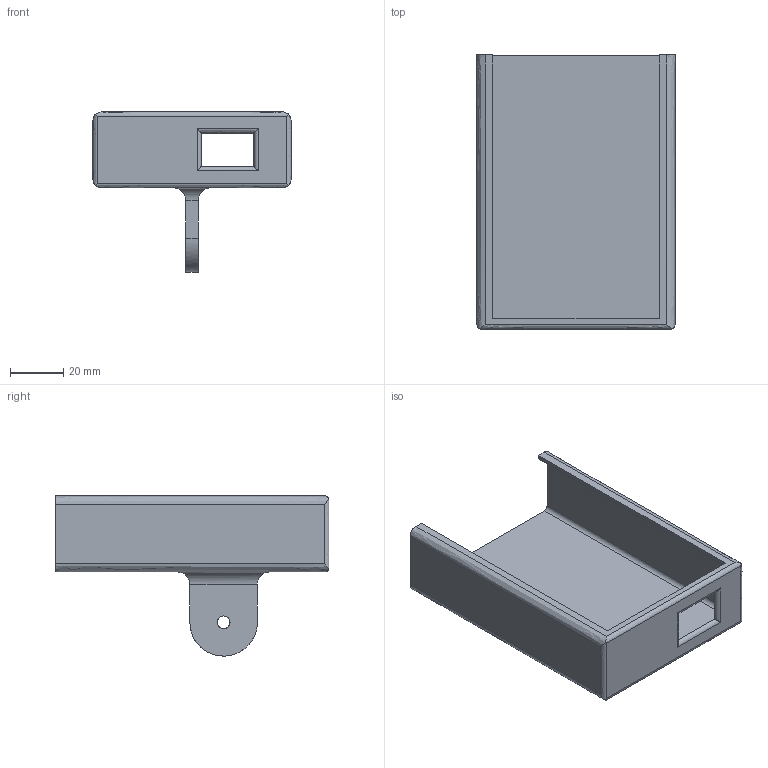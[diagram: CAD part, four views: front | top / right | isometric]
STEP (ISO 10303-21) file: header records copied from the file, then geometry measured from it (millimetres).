
FILE_DESCRIPTION ((), '1');
FILE_NAME ('RF Explorer mount v2.stp', '2022-01-20T07:50:09', ('Unknown'), ('Unknown'), 'HarmonyWare STEP v2.1.7', 'Vectorworks', '');
FILE_SCHEMA (('CONFIG_CONTROL_DESIGN'));
Length unit declared in the file: millimetre
Bounding box: 74.61 x 103.19 x 60.32 mm (x, y, z)
Volume: 28361.9 mm3; surface area: 33349.9 mm2
Topology: 1 solids, 1 shells, 58 faces, 159 edges, 103 vertices
Faces by surface type: bspline 58
Entity records: 2998 total; most frequent: CARTESIAN_POINT 1949, ORIENTED_EDGE 318, EDGE_CURVE 159, B_SPLINE_CURVE_WITH_KNOTS 156, VERTEX_POINT 103, EDGE_LOOP 62, FACE_OUTER_BOUND 58, ADVANCED_FACE 58
